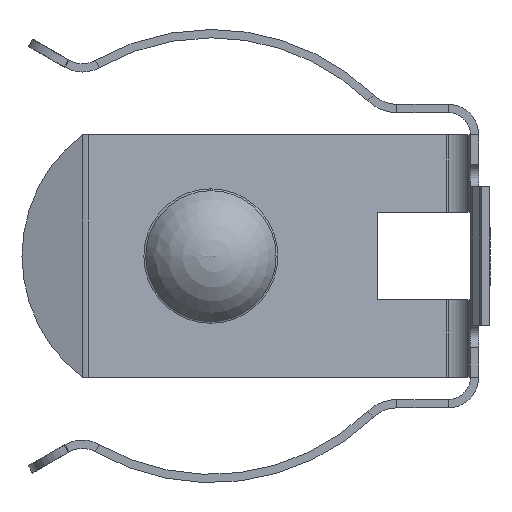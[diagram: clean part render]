
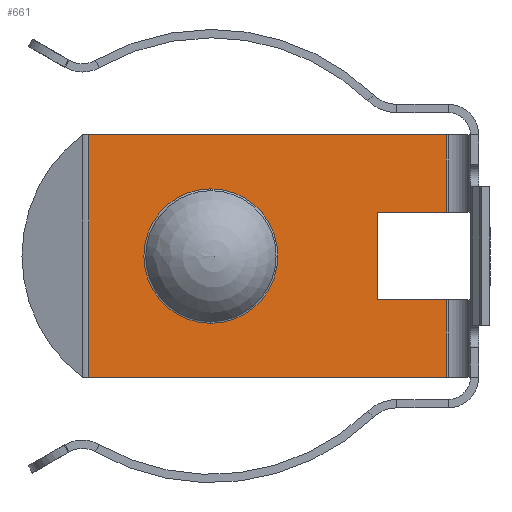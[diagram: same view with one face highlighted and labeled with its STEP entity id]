
A CAD part, left-side view. The second image highlights one B-rep face of the part: STEP entity #661.
In plain terms, the highlighted planar face has unit normal (-0.996, -0.087, 0).
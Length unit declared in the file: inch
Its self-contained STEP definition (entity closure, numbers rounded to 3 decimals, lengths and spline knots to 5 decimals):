
#36 = CARTESIAN_POINT ( 'NONE',  ( 0.22085, 0.57924, 0.175 ) ) ;
#81 = CARTESIAN_POINT ( 'NONE',  ( 0.266, 0.06313, 0.175 ) ) ;
#85 = DIRECTION ( 'NONE',  ( -0.087, 0.996, 0. ) ) ;
#97 = CARTESIAN_POINT ( 'NONE',  ( 0.25729, 0.16267, -0.063 ) ) ;
#112 = VECTOR ( 'NONE', #2647, 39.37008 ) ;
#132 = EDGE_CURVE ( 'NONE', #2681, #1659, #2291, .T. ) ;
#177 = DIRECTION ( 'NONE',  ( 0., 0., -1. ) ) ;
#309 = ORIENTED_EDGE ( 'NONE', *, *, #2471, .F. ) ;
#320 = CARTESIAN_POINT ( 'NONE',  ( 0.22085, 0.57924, -0.175 ) ) ;
#344 = ORIENTED_EDGE ( 'NONE', *, *, #1233, .F. ) ;
#372 = DIRECTION ( 'NONE',  ( 0., 0., -1. ) ) ;
#393 = CARTESIAN_POINT ( 'NONE',  ( 0.266, 0.06313, -0.063 ) ) ;
#409 = EDGE_LOOP ( 'NONE', ( #675, #344 ) ) ;
#445 = CARTESIAN_POINT ( 'NONE',  ( 0.266, 0.06313, 0.175 ) ) ;
#492 = AXIS2_PLACEMENT_3D ( 'NONE', #1264, #2149, #85 ) ;
#498 = EDGE_CURVE ( 'NONE', #3691, #2275, #2867, .T. ) ;
#532 = ORIENTED_EDGE ( 'NONE', *, *, #838, .F. ) ;
#587 = FACE_OUTER_BOUND ( 'NONE', #2774, .T. ) ;
#615 = ORIENTED_EDGE ( 'NONE', *, *, #2991, .F. ) ;
#661 = ADVANCED_FACE ( 'NONE', ( #689, #587 ), #879, .T. ) ;
#675 = ORIENTED_EDGE ( 'NONE', *, *, #835, .F. ) ;
#689 = FACE_BOUND ( 'NONE', #409, .T. ) ;
#695 = VECTOR ( 'NONE', #177, 39.37008 ) ;
#750 = CARTESIAN_POINT ( 'NONE',  ( 0.22085, 0.57924, 0.175 ) ) ;
#798 = CARTESIAN_POINT ( 'NONE',  ( 0.2662, 0.0609, -0.063 ) ) ;
#834 = EDGE_CURVE ( 'NONE', #3178, #2681, #1392, .T. ) ;
#835 = EDGE_CURVE ( 'NONE', #3697, #3140, #1098, .T. ) ;
#838 = EDGE_CURVE ( 'NONE', #1612, #1752, #1025, .T. ) ;
#861 = ORIENTED_EDGE ( 'NONE', *, *, #498, .F. ) ;
#879 = PLANE ( 'NONE',  #987 ) ;
#987 = AXIS2_PLACEMENT_3D ( 'NONE', #1889, #1256, #372 ) ;
#1003 = CARTESIAN_POINT ( 'NONE',  ( 0.266, 0.06313, 0.063 ) ) ;
#1025 = LINE ( 'NONE', #445, #2745 ) ;
#1029 = CARTESIAN_POINT ( 'NONE',  ( 0.266, 0.06313, -0.175 ) ) ;
#1098 = CIRCLE ( 'NONE', #1217, 0.09706 ) ;
#1108 = DIRECTION ( 'NONE',  ( -0.996, -0.087, 0. ) ) ;
#1115 = CARTESIAN_POINT ( 'NONE',  ( 0.22085, 0.57924, -0.175 ) ) ;
#1217 = AXIS2_PLACEMENT_3D ( 'NONE', #2568, #1108, #3666 ) ;
#1233 = EDGE_CURVE ( 'NONE', #3140, #3697, #1972, .T. ) ;
#1256 = DIRECTION ( 'NONE',  ( -0.996, -0.087, 0. ) ) ;
#1264 = CARTESIAN_POINT ( 'NONE',  ( 0.23628, 0.40283, 0. ) ) ;
#1392 = LINE ( 'NONE', #750, #1890 ) ;
#1398 = CARTESIAN_POINT ( 'NONE',  ( 0.266, 0.06313, 0.175 ) ) ;
#1601 = DIRECTION ( 'NONE',  ( 0., 0., 1. ) ) ;
#1612 = VERTEX_POINT ( 'NONE', #393 ) ;
#1620 = DIRECTION ( 'NONE',  ( 0., 0., -1. ) ) ;
#1646 = DIRECTION ( 'NONE',  ( 0., 0., -1. ) ) ;
#1659 = VERTEX_POINT ( 'NONE', #81 ) ;
#1661 = CARTESIAN_POINT ( 'NONE',  ( 0.25729, 0.16267, 0. ) ) ;
#1732 = DIRECTION ( 'NONE',  ( 0.087, -0.996, 0. ) ) ;
#1741 = VERTEX_POINT ( 'NONE', #97 ) ;
#1745 = CARTESIAN_POINT ( 'NONE',  ( 0.2662, 0.0609, 0.063 ) ) ;
#1752 = VERTEX_POINT ( 'NONE', #1029 ) ;
#1889 = CARTESIAN_POINT ( 'NONE',  ( 0.2662, 0.0609, 0. ) ) ;
#1890 = VECTOR ( 'NONE', #1601, 39.37008 ) ;
#1932 = VECTOR ( 'NONE', #1646, 39.37008 ) ;
#1942 = DIRECTION ( 'NONE',  ( -0.087, 0.996, 0. ) ) ;
#1959 = LINE ( 'NONE', #1115, #2379 ) ;
#1972 = CIRCLE ( 'NONE', #492, 0.09706 ) ;
#2023 = ORIENTED_EDGE ( 'NONE', *, *, #834, .F. ) ;
#2149 = DIRECTION ( 'NONE',  ( -0.996, -0.087, 0. ) ) ;
#2173 = EDGE_CURVE ( 'NONE', #1741, #1612, #2897, .T. ) ;
#2191 = LINE ( 'NONE', #1661, #695 ) ;
#2264 = ORIENTED_EDGE ( 'NONE', *, *, #132, .F. ) ;
#2275 = VERTEX_POINT ( 'NONE', #2297 ) ;
#2291 = LINE ( 'NONE', #2890, #3742 ) ;
#2297 = CARTESIAN_POINT ( 'NONE',  ( 0.25729, 0.16267, 0.063 ) ) ;
#2303 = DIRECTION ( 'NONE',  ( -0.087, 0.996, 0. ) ) ;
#2379 = VECTOR ( 'NONE', #1942, 39.37008 ) ;
#2471 = EDGE_CURVE ( 'NONE', #2275, #1741, #2191, .T. ) ;
#2568 = CARTESIAN_POINT ( 'NONE',  ( 0.23628, 0.40283, 0. ) ) ;
#2647 = DIRECTION ( 'NONE',  ( 0.087, -0.996, 0. ) ) ;
#2681 = VERTEX_POINT ( 'NONE', #36 ) ;
#2745 = VECTOR ( 'NONE', #1620, 39.37008 ) ;
#2774 = EDGE_LOOP ( 'NONE', ( #309, #861, #3567, #2264, #2023, #615, #532, #3372 ) ) ;
#2867 = LINE ( 'NONE', #1745, #3690 ) ;
#2890 = CARTESIAN_POINT ( 'NONE',  ( 0.26904, 0.02834, 0.175 ) ) ;
#2897 = LINE ( 'NONE', #798, #112 ) ;
#2991 = EDGE_CURVE ( 'NONE', #1752, #3178, #1959, .T. ) ;
#3140 = VERTEX_POINT ( 'NONE', #3808 ) ;
#3178 = VERTEX_POINT ( 'NONE', #320 ) ;
#3322 = EDGE_CURVE ( 'NONE', #1659, #3691, #3398, .T. ) ;
#3351 = CARTESIAN_POINT ( 'NONE',  ( 0.23628, 0.40283, -0.09706 ) ) ;
#3372 = ORIENTED_EDGE ( 'NONE', *, *, #2173, .F. ) ;
#3398 = LINE ( 'NONE', #1398, #1932 ) ;
#3567 = ORIENTED_EDGE ( 'NONE', *, *, #3322, .F. ) ;
#3666 = DIRECTION ( 'NONE',  ( -0.087, 0.996, 0. ) ) ;
#3690 = VECTOR ( 'NONE', #2303, 39.37008 ) ;
#3691 = VERTEX_POINT ( 'NONE', #1003 ) ;
#3697 = VERTEX_POINT ( 'NONE', #3351 ) ;
#3742 = VECTOR ( 'NONE', #1732, 39.37008 ) ;
#3808 = CARTESIAN_POINT ( 'NONE',  ( 0.23628, 0.40283, 0.09706 ) ) ;
